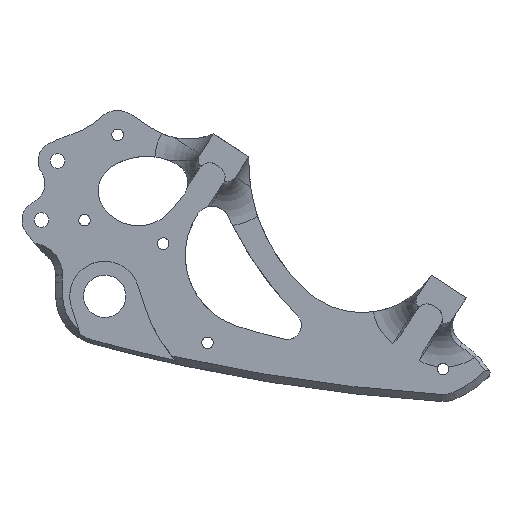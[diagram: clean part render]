
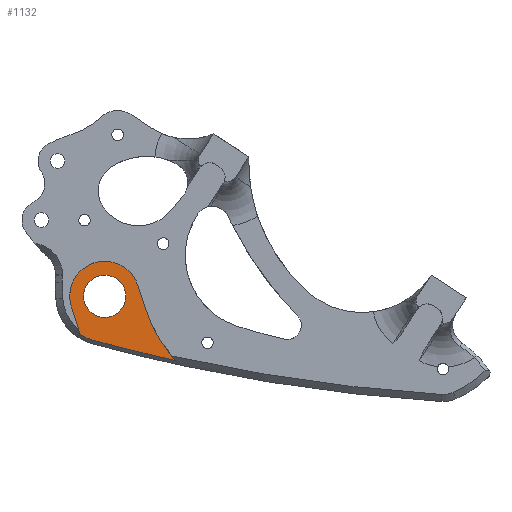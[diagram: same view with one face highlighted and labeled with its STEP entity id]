
A CAD part, top view. The second image highlights one B-rep face of the part: STEP entity #1132.
In plain terms, the highlighted planar face has unit normal (0, 0, 1).
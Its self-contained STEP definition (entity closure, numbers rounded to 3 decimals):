
#74 = EDGE_CURVE ( 'NONE', #4540, #5045, #5609, .T. ) ;
#135 = DIRECTION ( 'NONE',  ( 1., 0., 0. ) ) ;
#161 = AXIS2_PLACEMENT_3D ( 'NONE', #1744, #5469, #2287 ) ;
#238 = VERTEX_POINT ( 'NONE', #6936 ) ;
#253 = ORIENTED_EDGE ( 'NONE', *, *, #2223, .F. ) ;
#357 = EDGE_CURVE ( 'NONE', #1916, #4540, #4983, .T. ) ;
#371 = FACE_OUTER_BOUND ( 'NONE', #5169, .T. ) ;
#443 = LINE ( 'NONE', #1410, #3137 ) ;
#492 = EDGE_CURVE ( 'NONE', #6260, #5045, #1645, .T. ) ;
#554 = DIRECTION ( 'NONE',  ( 0., 0., 1. ) ) ;
#653 = CARTESIAN_POINT ( 'NONE',  ( -14.269, -11.097, -3.5 ) ) ;
#724 = CARTESIAN_POINT ( 'NONE',  ( -9.511, -3.09, -3.5 ) ) ;
#757 = CARTESIAN_POINT ( 'NONE',  ( 6.063, 0., -3.5 ) ) ;
#762 = CARTESIAN_POINT ( 'NONE',  ( 0., 0., -3.5 ) ) ;
#883 = DIRECTION ( 'NONE',  ( -0.309, 0.951, 0. ) ) ;
#986 = EDGE_LOOP ( 'NONE', ( #4693, #3290 ) ) ;
#1132 = ADVANCED_FACE ( 'NONE', ( #371, #4456 ), #3451, .T. ) ;
#1154 = CARTESIAN_POINT ( 'NONE',  ( 127.748, 468.91, -3.5 ) ) ;
#1396 = DIRECTION ( 'NONE',  ( 1., 0., 0. ) ) ;
#1410 = CARTESIAN_POINT ( 'NONE',  ( -9.511, -3.09, -3.5 ) ) ;
#1441 = DIRECTION ( 'NONE',  ( 0.309, -0.951, 0. ) ) ;
#1498 = VERTEX_POINT ( 'NONE', #757 ) ;
#1594 = AXIS2_PLACEMENT_3D ( 'NONE', #653, #3166, #6659 ) ;
#1645 = CIRCLE ( 'NONE', #6684, 499. ) ;
#1728 = DIRECTION ( 'NONE',  ( 0., 0., 1. ) ) ;
#1744 = CARTESIAN_POINT ( 'NONE',  ( 0., 0., -3.5 ) ) ;
#1870 = ORIENTED_EDGE ( 'NONE', *, *, #74, .F. ) ;
#1916 = VERTEX_POINT ( 'NONE', #4011 ) ;
#1968 = CIRCLE ( 'NONE', #5419, 13. ) ;
#2223 = EDGE_CURVE ( 'NONE', #4725, #238, #3732, .T. ) ;
#2265 = ORIENTED_EDGE ( 'NONE', *, *, #357, .F. ) ;
#2287 = DIRECTION ( 'NONE',  ( 1., 0., 0. ) ) ;
#2502 = DIRECTION ( 'NONE',  ( 0., 0., 1. ) ) ;
#2524 = CARTESIAN_POINT ( 'NONE',  ( -7.277, -10.773, -3.5 ) ) ;
#2737 = DIRECTION ( 'NONE',  ( 0., 0., -1. ) ) ;
#2843 = ORIENTED_EDGE ( 'NONE', *, *, #3375, .F. ) ;
#3096 = CIRCLE ( 'NONE', #161, 6.063 ) ;
#3137 = VECTOR ( 'NONE', #883, 1000. ) ;
#3166 = DIRECTION ( 'NONE',  ( 0., 0., 1. ) ) ;
#3191 = AXIS2_PLACEMENT_3D ( 'NONE', #5914, #2737, #6472 ) ;
#3234 = DIRECTION ( 'NONE',  ( 1., 0., 0. ) ) ;
#3290 = ORIENTED_EDGE ( 'NONE', *, *, #3372, .T. ) ;
#3328 = ORIENTED_EDGE ( 'NONE', *, *, #6082, .F. ) ;
#3359 = DIRECTION ( 'NONE',  ( 0., 0., -1. ) ) ;
#3372 = EDGE_CURVE ( 'NONE', #4152, #1498, #3096, .T. ) ;
#3375 = EDGE_CURVE ( 'NONE', #5713, #1916, #4491, .T. ) ;
#3451 = PLANE ( 'NONE',  #6038 ) ;
#3633 = DIRECTION ( 'NONE',  ( 1., 0., 0. ) ) ;
#3732 = CIRCLE ( 'NONE', #1594, 7. ) ;
#4011 = CARTESIAN_POINT ( 'NONE',  ( 9.511, 3.09, -3.5 ) ) ;
#4152 = VERTEX_POINT ( 'NONE', #4812 ) ;
#4456 = FACE_BOUND ( 'NONE', #986, .T. ) ;
#4491 = CIRCLE ( 'NONE', #6751, 10. ) ;
#4540 = VERTEX_POINT ( 'NONE', #4954 ) ;
#4574 = CARTESIAN_POINT ( 'NONE',  ( 9.511, 3.09, -3.5 ) ) ;
#4693 = ORIENTED_EDGE ( 'NONE', *, *, #5797, .T. ) ;
#4725 = VERTEX_POINT ( 'NONE', #2524 ) ;
#4812 = CARTESIAN_POINT ( 'NONE',  ( -6.063, 0., -3.5 ) ) ;
#4909 = CARTESIAN_POINT ( 'NONE',  ( 0., 0., -3.5 ) ) ;
#4954 = CARTESIAN_POINT ( 'NONE',  ( 11.674, -3.567, -3.5 ) ) ;
#4983 = LINE ( 'NONE', #4574, #6585 ) ;
#5020 = AXIS2_PLACEMENT_3D ( 'NONE', #6429, #554, #3234 ) ;
#5045 = VERTEX_POINT ( 'NONE', #6701 ) ;
#5169 = EDGE_LOOP ( 'NONE', ( #253, #5241, #6496, #1870, #2265, #2843, #3328 ) ) ;
#5241 = ORIENTED_EDGE ( 'NONE', *, *, #6405, .T. ) ;
#5419 = AXIS2_PLACEMENT_3D ( 'NONE', #4909, #1728, #5449 ) ;
#5449 = DIRECTION ( 'NONE',  ( 1., 0., 0. ) ) ;
#5469 = DIRECTION ( 'NONE',  ( 0., 0., -1. ) ) ;
#5609 = CIRCLE ( 'NONE', #5020, 40. ) ;
#5713 = VERTEX_POINT ( 'NONE', #724 ) ;
#5797 = EDGE_CURVE ( 'NONE', #1498, #4152, #6036, .T. ) ;
#5914 = CARTESIAN_POINT ( 'NONE',  ( 0., 0., -3.5 ) ) ;
#6036 = CIRCLE ( 'NONE', #3191, 6.063 ) ;
#6038 = AXIS2_PLACEMENT_3D ( 'NONE', #762, #6633, #1396 ) ;
#6082 = EDGE_CURVE ( 'NONE', #238, #5713, #443, .T. ) ;
#6260 = VERTEX_POINT ( 'NONE', #6923 ) ;
#6405 = EDGE_CURVE ( 'NONE', #4725, #6260, #1968, .T. ) ;
#6429 = CARTESIAN_POINT ( 'NONE',  ( 49.716, 8.793, -3.5 ) ) ;
#6472 = DIRECTION ( 'NONE',  ( 1., 0., 0. ) ) ;
#6496 = ORIENTED_EDGE ( 'NONE', *, *, #492, .T. ) ;
#6552 = CARTESIAN_POINT ( 'NONE',  ( 0., 0., -3.5 ) ) ;
#6585 = VECTOR ( 'NONE', #1441, 1000. ) ;
#6633 = DIRECTION ( 'NONE',  ( 0., 0., 1. ) ) ;
#6659 = DIRECTION ( 'NONE',  ( 1., 0., 0. ) ) ;
#6684 = AXIS2_PLACEMENT_3D ( 'NONE', #1154, #2502, #3633 ) ;
#6701 = CARTESIAN_POINT ( 'NONE',  ( 20.384, -18.403, -3.5 ) ) ;
#6751 = AXIS2_PLACEMENT_3D ( 'NONE', #6552, #3359, #135 ) ;
#6923 = CARTESIAN_POINT ( 'NONE',  ( -3.417, -12.543, -3.5 ) ) ;
#6936 = CARTESIAN_POINT ( 'NONE',  ( -7.612, -8.934, -3.5 ) ) ;
